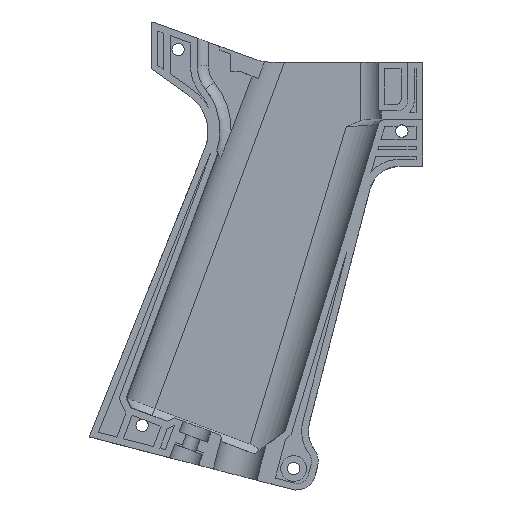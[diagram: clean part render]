
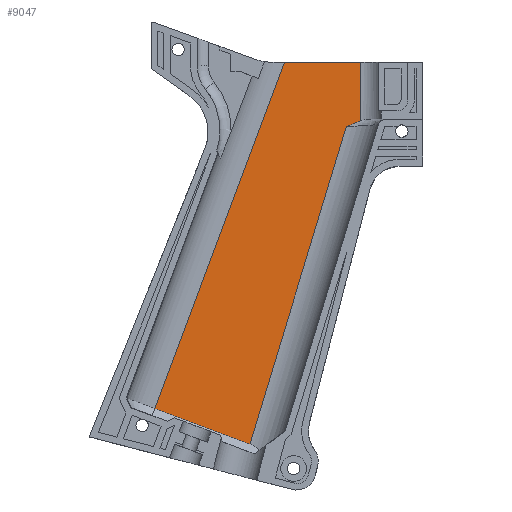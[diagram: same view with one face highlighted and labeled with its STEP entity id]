
A CAD part, left-side view. The second image highlights one B-rep face of the part: STEP entity #9047.
In plain terms, the highlighted planar face has unit normal (-1, 0, 0).
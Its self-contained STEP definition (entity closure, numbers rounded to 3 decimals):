
#219=B_SPLINE_CURVE_WITH_KNOTS('',3,(#18396,#18397,#18398,#18399,#18400,
#18401,#18402,#18403),.UNSPECIFIED.,.F.,.F.,(4,2,2,4),(-0.002,
0.,0.394,0.41),.UNSPECIFIED.);
#886=FACE_OUTER_BOUND('',#1374,.T.);
#1374=EDGE_LOOP('',(#7700,#7701,#7702,#7703,#7704,#7705));
#2295=LINE('',#18157,#3268);
#2341=LINE('',#18364,#3314);
#2344=LINE('',#18394,#3317);
#2345=LINE('',#18405,#3318);
#2346=LINE('',#18406,#3319);
#3268=VECTOR('',#11488,10.);
#3314=VECTOR('',#11612,8.);
#3317=VECTOR('',#11623,8.);
#3318=VECTOR('',#11624,6.);
#3319=VECTOR('',#11625,10.);
#4091=VERTEX_POINT('',#14733);
#4202=VERTEX_POINT('',#18155);
#4222=VERTEX_POINT('',#18363);
#4229=VERTEX_POINT('',#18393);
#4230=VERTEX_POINT('',#18395);
#4231=VERTEX_POINT('',#18404);
#5404=EDGE_CURVE('',#4202,#4091,#2295,.T.);
#5457=EDGE_CURVE('',#4222,#4091,#2341,.T.);
#5465=EDGE_CURVE('',#4229,#4202,#2344,.T.);
#5466=EDGE_CURVE('',#4229,#4230,#219,.T.);
#5467=EDGE_CURVE('',#4230,#4231,#2345,.T.);
#5468=EDGE_CURVE('',#4231,#4222,#2346,.T.);
#7700=ORIENTED_EDGE('',*,*,#5465,.F.);
#7701=ORIENTED_EDGE('',*,*,#5466,.T.);
#7702=ORIENTED_EDGE('',*,*,#5467,.T.);
#7703=ORIENTED_EDGE('',*,*,#5468,.T.);
#7704=ORIENTED_EDGE('',*,*,#5457,.T.);
#7705=ORIENTED_EDGE('',*,*,#5404,.F.);
#8626=PLANE('',#9668);
#9047=ADVANCED_FACE('',(#886),#8626,.F.);
#9668=AXIS2_PLACEMENT_3D('',#18392,#11621,#11622);
#11488=DIRECTION('',(0.,0.937,0.35));
#11612=DIRECTION('',(0.,0.35,-0.937));
#11621=DIRECTION('center_axis',(1.,0.,0.));
#11622=DIRECTION('ref_axis',(0.,1.,0.));
#11623=DIRECTION('',(0.,0.291,-0.957));
#11624=DIRECTION('',(0.,0.,1.));
#11625=DIRECTION('',(0.,1.,0.));
#14733=CARTESIAN_POINT('',(12.5,94.289,-93.765));
#18155=CARTESIAN_POINT('',(12.5,68.976,-103.233));
#18157=CARTESIAN_POINT('',(12.5,89.334,-95.618));
#18363=CARTESIAN_POINT('',(12.5,59.765,-1.465));
#18364=CARTESIAN_POINT('',(12.5,60.021,-2.149));
#18392=CARTESIAN_POINT('Origin',(12.5,67.731,-48.643));
#18393=CARTESIAN_POINT('',(12.5,43.269,-18.7));
#18394=CARTESIAN_POINT('',(12.5,50.898,-43.786));
#18395=CARTESIAN_POINT('',(12.5,39.474,-17.118));
#18396=CARTESIAN_POINT('Ctrl Pts',(12.5,43.269,-18.7));
#18397=CARTESIAN_POINT('Ctrl Pts',(12.5,43.264,-18.698));
#18398=CARTESIAN_POINT('Ctrl Pts',(12.5,43.259,-18.695));
#18399=CARTESIAN_POINT('Ctrl Pts',(12.5,42.068,-18.131));
#18400=CARTESIAN_POINT('Ctrl Pts',(12.5,40.842,-17.552));
#18401=CARTESIAN_POINT('Ctrl Pts',(12.5,39.576,-17.149));
#18402=CARTESIAN_POINT('Ctrl Pts',(12.5,39.525,-17.133));
#18403=CARTESIAN_POINT('Ctrl Pts',(12.5,39.474,-17.118));
#18404=CARTESIAN_POINT('',(12.5,39.474,-1.465));
#18405=CARTESIAN_POINT('',(12.5,39.474,-1.465));
#18406=CARTESIAN_POINT('',(12.5,62.287,-1.465));
